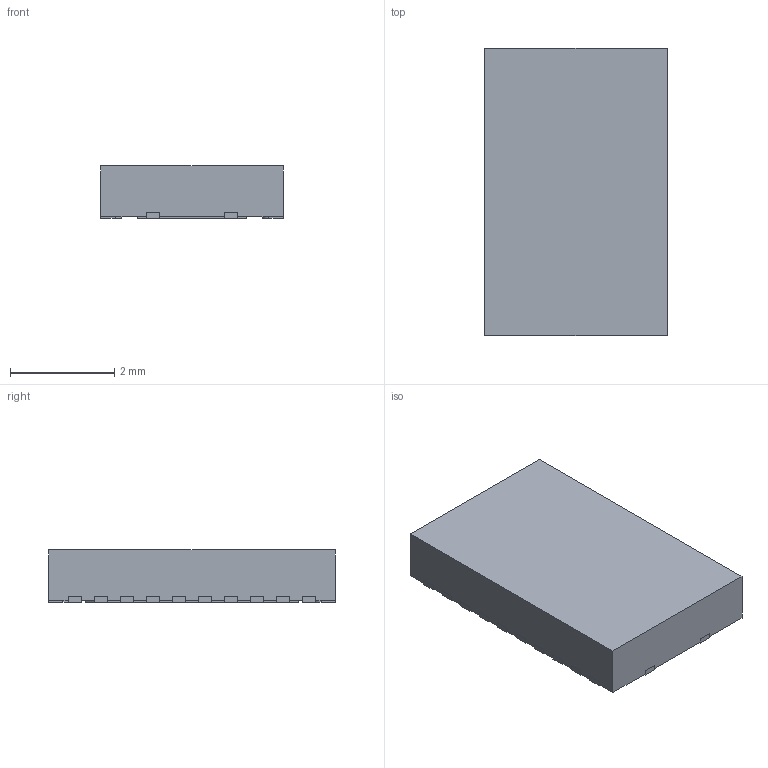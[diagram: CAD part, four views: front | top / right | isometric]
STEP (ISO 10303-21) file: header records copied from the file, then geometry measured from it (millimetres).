
FILE_DESCRIPTION((''),'2;1');
FILE_NAME('RGY0024F_ASM','2021-08-16T09:29:54',('a0412086'),(''),'CREO PARAMETRIC BY PTC INC, 2018500','CREO PARAMETRIC BY PTC INC, 2018500','');
FILE_SCHEMA(('CONFIG_CONTROL_DESIGN','SHAPE_APPEARANCE_LAYERS_GROUPS'));
Length unit declared in the file: millimetre
Products named in the file (4): FRAME; BODY; PIN1_AREA; RGY0024F_ASM
Assembly tree (3 placements, depth 2):
  RGY0024F_ASM
    FRAME
    BODY
    PIN1_AREA
Bounding box: 3.5 x 5.5 x 1 mm (x, y, z)
Volume: 19 mm3; surface area: 83.9 mm2
Topology: 26 solids, 26 shells, 355 faces, 906 edges, 604 vertices
Faces by surface type: plane 259, cylinder 96
Entity records: 13866 total; most frequent: CARTESIAN_POINT 1872, DIRECTION 1822, ORIENTED_EDGE 1812, PRESENTATION_STYLE_ASSIGNMENT 957, STYLED_ITEM 933, CURVE_STYLE 906, EDGE_CURVE 906, VECTOR 714
